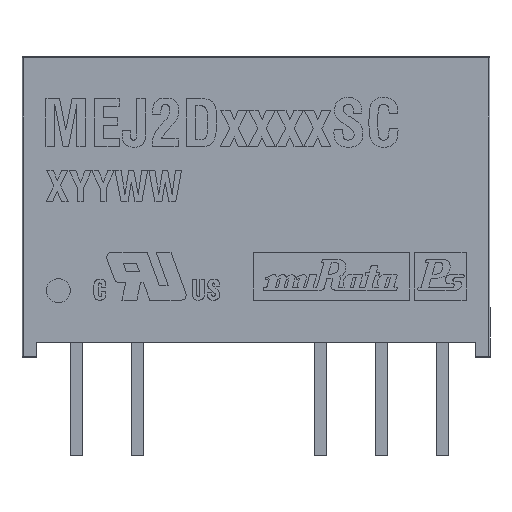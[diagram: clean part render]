
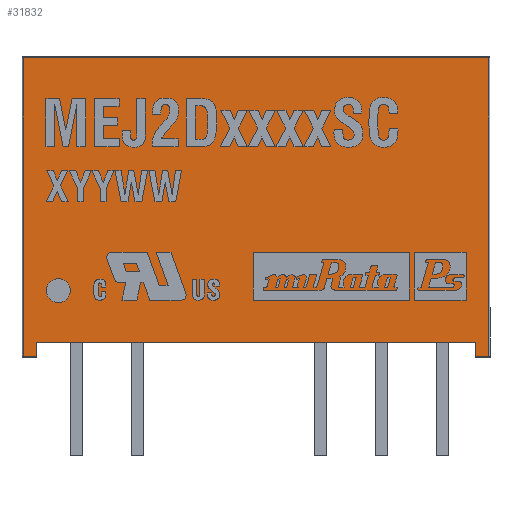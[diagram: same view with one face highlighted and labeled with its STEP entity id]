
A CAD part, top view. The second image highlights one B-rep face of the part: STEP entity #31832.
In plain terms, the highlighted planar face has unit normal (0, 0, 1).
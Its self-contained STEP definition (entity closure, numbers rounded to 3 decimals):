
#451 = CARTESIAN_POINT ( 'NONE',  ( -2.23, 4.1, 7.3 ) ) ;
#1326 = EDGE_CURVE ( 'NONE', #31495, #1954, #30782, .T. ) ;
#1429 = ORIENTED_EDGE ( 'NONE', *, *, #30796, .T. ) ;
#1518 = DIRECTION ( 'NONE',  ( 1., 0., 0. ) ) ;
#1569 = ORIENTED_EDGE ( 'NONE', *, *, #1326, .T. ) ;
#1627 = CARTESIAN_POINT ( 'NONE',  ( 17.17, 4.1, 7.3 ) ) ;
#1954 = VERTEX_POINT ( 'NONE', #20477 ) ;
#3225 = VERTEX_POINT ( 'NONE', #26960 ) ;
#3353 = EDGE_CURVE ( 'NONE', #9814, #29671, #10011, .T. ) ;
#3620 = CARTESIAN_POINT ( 'NONE',  ( -2.28, 4.1, 7.3 ) ) ;
#3649 = ORIENTED_EDGE ( 'NONE', *, *, #6564, .T. ) ;
#3938 = EDGE_CURVE ( 'NONE', #29671, #31495, #12452, .T. ) ;
#3940 = CARTESIAN_POINT ( 'NONE',  ( 16.62, 4.1, 7.3 ) ) ;
#4484 = CARTESIAN_POINT ( 'NONE',  ( -2.28, 4.1, 7.3 ) ) ;
#5338 = VECTOR ( 'NONE', #22442, 1000. ) ;
#5436 = DIRECTION ( 'NONE',  ( -1., 0., 0. ) ) ;
#5938 = DIRECTION ( 'NONE',  ( 0., -1., 0. ) ) ;
#6121 = ORIENTED_EDGE ( 'NONE', *, *, #3353, .T. ) ;
#6564 = EDGE_CURVE ( 'NONE', #3225, #8995, #23036, .T. ) ;
#7176 = DIRECTION ( 'NONE',  ( 1., 0., 0. ) ) ;
#7596 = CARTESIAN_POINT ( 'NONE',  ( -1.68, 4.1, 7.3 ) ) ;
#8184 = FACE_OUTER_BOUND ( 'NONE', #27906, .T. ) ;
#8995 = VERTEX_POINT ( 'NONE', #3940 ) ;
#9581 = CARTESIAN_POINT ( 'NONE',  ( -1.68, 4.1, 7.3 ) ) ;
#9727 = PLANE ( 'NONE',  #21959 ) ;
#9814 = VERTEX_POINT ( 'NONE', #33260 ) ;
#10011 = LINE ( 'NONE', #1627, #23465 ) ;
#10045 = EDGE_CURVE ( 'NONE', #9814, #8995, #19844, .T. ) ;
#10605 = VECTOR ( 'NONE', #1518, 1000. ) ;
#10796 = DIRECTION ( 'NONE',  ( 0., -1., 0. ) ) ;
#10827 = CARTESIAN_POINT ( 'NONE',  ( -2.23, 16.55, 7.3 ) ) ;
#10914 = CARTESIAN_POINT ( 'NONE',  ( -1.68, 4.7, 7.3 ) ) ;
#11691 = ORIENTED_EDGE ( 'NONE', *, *, #3938, .T. ) ;
#12156 = CARTESIAN_POINT ( 'NONE',  ( -1.68, 4.7, 7.3 ) ) ;
#12452 = LINE ( 'NONE', #30459, #5338 ) ;
#14142 = DIRECTION ( 'NONE',  ( -1., 0., 0. ) ) ;
#16405 = VECTOR ( 'NONE', #5938, 1000. ) ;
#17957 = VERTEX_POINT ( 'NONE', #7596 ) ;
#18739 = ORIENTED_EDGE ( 'NONE', *, *, #10045, .F. ) ;
#18814 = VECTOR ( 'NONE', #25792, 1000. ) ;
#19844 = LINE ( 'NONE', #3620, #26183 ) ;
#20477 = CARTESIAN_POINT ( 'NONE',  ( -2.23, 4.1, 7.3 ) ) ;
#21959 = AXIS2_PLACEMENT_3D ( 'NONE', #4484, #23238, #7176 ) ;
#22066 = ORIENTED_EDGE ( 'NONE', *, *, #25604, .F. ) ;
#22442 = DIRECTION ( 'NONE',  ( -1., 0., 0. ) ) ;
#22924 = LINE ( 'NONE', #24213, #30098 ) ;
#23036 = LINE ( 'NONE', #26893, #30205 ) ;
#23089 = DIRECTION ( 'NONE',  ( 0., 1., 0. ) ) ;
#23174 = ORIENTED_EDGE ( 'NONE', *, *, #28504, .T. ) ;
#23238 = DIRECTION ( 'NONE',  ( 0., 0., -1. ) ) ;
#23465 = VECTOR ( 'NONE', #23089, 1000. ) ;
#24213 = CARTESIAN_POINT ( 'NONE',  ( -2.28, 4.1, 7.3 ) ) ;
#25604 = EDGE_CURVE ( 'NONE', #17957, #1954, #22924, .T. ) ;
#25792 = DIRECTION ( 'NONE',  ( 0., 1., 0. ) ) ;
#25998 = LINE ( 'NONE', #9581, #18814 ) ;
#26183 = VECTOR ( 'NONE', #14142, 1000. ) ;
#26893 = CARTESIAN_POINT ( 'NONE',  ( 16.62, 4.1, 7.3 ) ) ;
#26960 = CARTESIAN_POINT ( 'NONE',  ( 16.62, 4.7, 7.3 ) ) ;
#27906 = EDGE_LOOP ( 'NONE', ( #18739, #6121, #11691, #1569, #22066, #1429, #23174, #3649 ) ) ;
#28504 = EDGE_CURVE ( 'NONE', #32163, #3225, #32914, .T. ) ;
#29671 = VERTEX_POINT ( 'NONE', #33890 ) ;
#30098 = VECTOR ( 'NONE', #5436, 1000. ) ;
#30205 = VECTOR ( 'NONE', #10796, 1000. ) ;
#30459 = CARTESIAN_POINT ( 'NONE',  ( -2.28, 16.55, 7.3 ) ) ;
#30782 = LINE ( 'NONE', #451, #16405 ) ;
#30796 = EDGE_CURVE ( 'NONE', #17957, #32163, #25998, .T. ) ;
#31495 = VERTEX_POINT ( 'NONE', #10827 ) ;
#31832 = ADVANCED_FACE ( 'NONE', ( #8184 ), #9727, .F. ) ;
#32163 = VERTEX_POINT ( 'NONE', #10914 ) ;
#32914 = LINE ( 'NONE', #12156, #10605 ) ;
#33260 = CARTESIAN_POINT ( 'NONE',  ( 17.17, 4.1, 7.3 ) ) ;
#33890 = CARTESIAN_POINT ( 'NONE',  ( 17.17, 16.55, 7.3 ) ) ;
